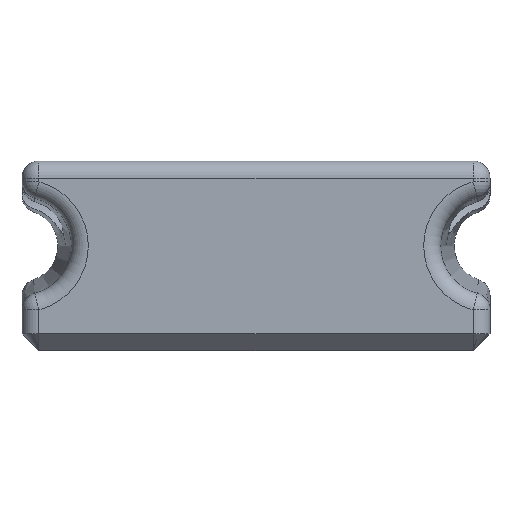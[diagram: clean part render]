
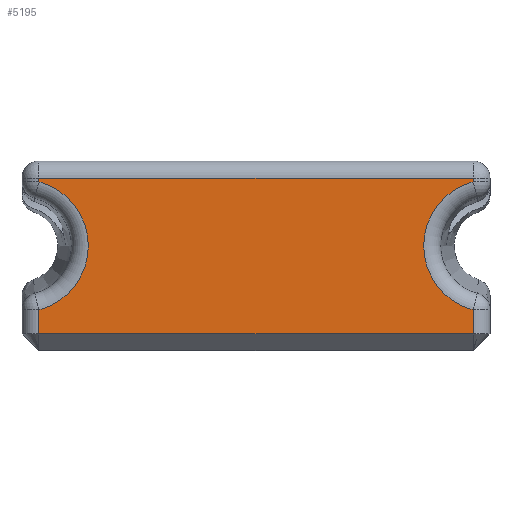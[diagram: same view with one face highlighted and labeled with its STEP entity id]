
A CAD part, front view. The second image highlights one B-rep face of the part: STEP entity #5195.
In plain terms, the highlighted planar face has unit normal (0, -1, 0).
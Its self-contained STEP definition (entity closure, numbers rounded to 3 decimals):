
#297=PLANE('',#5520);
#584=FACE_OUTER_BOUND('',#900,.T.);
#900=EDGE_LOOP('',(#4828,#4829,#4830,#4831,#4832,#4833,#4834,#4835));
#1271=LINE('',#9514,#1708);
#1284=LINE('',#9557,#1721);
#1338=LINE('',#9926,#1775);
#1339=LINE('',#9957,#1776);
#1341=LINE('',#9968,#1778);
#1343=LINE('',#9976,#1780);
#1708=VECTOR('',#6225,10.);
#1721=VECTOR('',#6274,10.);
#1775=VECTOR('',#6516,10.);
#1776=VECTOR('',#6527,10.);
#1778=VECTOR('',#6545,10.);
#1780=VECTOR('',#6559,10.);
#1890=CIRCLE('',#5511,3.9);
#1891=CIRCLE('',#5518,3.9);
#2513=VERTEX_POINT('',#9511);
#2514=VERTEX_POINT('',#9513);
#2522=VERTEX_POINT('',#9556);
#2583=VERTEX_POINT('',#9897);
#2584=VERTEX_POINT('',#9905);
#2586=VERTEX_POINT('',#9919);
#2588=VERTEX_POINT('',#9953);
#2589=VERTEX_POINT('',#9964);
#3192=EDGE_CURVE('',#2513,#2514,#1271,.T.);
#3212=EDGE_CURVE('',#2514,#2522,#1284,.T.);
#3331=EDGE_CURVE('',#2586,#2513,#1338,.T.);
#3336=EDGE_CURVE('',#2584,#2588,#1339,.T.);
#3342=EDGE_CURVE('',#2588,#2589,#1341,.T.);
#3343=EDGE_CURVE('',#2589,#2586,#1890,.T.);
#3345=EDGE_CURVE('',#2583,#2584,#1343,.T.);
#3346=EDGE_CURVE('',#2522,#2583,#1891,.T.);
#4828=ORIENTED_EDGE('',*,*,#3192,.F.);
#4829=ORIENTED_EDGE('',*,*,#3331,.F.);
#4830=ORIENTED_EDGE('',*,*,#3343,.F.);
#4831=ORIENTED_EDGE('',*,*,#3342,.F.);
#4832=ORIENTED_EDGE('',*,*,#3336,.F.);
#4833=ORIENTED_EDGE('',*,*,#3345,.F.);
#4834=ORIENTED_EDGE('',*,*,#3346,.F.);
#4835=ORIENTED_EDGE('',*,*,#3212,.F.);
#5195=ADVANCED_FACE('',(#584),#297,.T.);
#5511=AXIS2_PLACEMENT_3D('',#9970,#6548,#6549);
#5518=AXIS2_PLACEMENT_3D('',#9979,#6564,#6565);
#5520=AXIS2_PLACEMENT_3D('',#9981,#6568,#6569);
#6225=DIRECTION('',(-1.,0.,0.));
#6274=DIRECTION('',(0.,0.,1.));
#6516=DIRECTION('',(0.,0.,-1.));
#6527=DIRECTION('',(1.,0.,0.));
#6545=DIRECTION('',(0.,0.,-1.));
#6548=DIRECTION('center_axis',(0.,-1.,0.));
#6549=DIRECTION('ref_axis',(-1.,0.,0.));
#6559=DIRECTION('',(0.,0.,1.));
#6564=DIRECTION('center_axis',(0.,-1.,0.));
#6565=DIRECTION('ref_axis',(1.,0.,0.));
#6568=DIRECTION('center_axis',(0.,-1.,0.));
#6569=DIRECTION('ref_axis',(1.,0.,0.));
#9511=CARTESIAN_POINT('',(14.1,-1.8,1.5));
#9513=CARTESIAN_POINT('',(-11.5,-1.8,1.5));
#9514=CARTESIAN_POINT('',(-4.8,-1.8,1.5));
#9556=CARTESIAN_POINT('',(-11.5,-1.8,2.927));
#9557=CARTESIAN_POINT('',(-11.5,-1.8,0.));
#9897=CARTESIAN_POINT('',(-11.5,-1.8,10.473));
#9905=CARTESIAN_POINT('',(-11.5,-1.8,10.7));
#9919=CARTESIAN_POINT('',(14.1,-1.8,2.927));
#9926=CARTESIAN_POINT('',(14.1,-1.8,0.));
#9953=CARTESIAN_POINT('',(14.1,-1.8,10.7));
#9957=CARTESIAN_POINT('',(-4.8,-1.8,10.7));
#9964=CARTESIAN_POINT('',(14.1,-1.8,10.473));
#9968=CARTESIAN_POINT('',(14.1,-1.8,0.));
#9970=CARTESIAN_POINT('Origin',(15.088,-1.8,6.7));
#9976=CARTESIAN_POINT('',(-11.5,-1.8,0.));
#9979=CARTESIAN_POINT('Origin',(-12.488,-1.8,6.7));
#9981=CARTESIAN_POINT('Origin',(-10.9,-1.8,0.));
